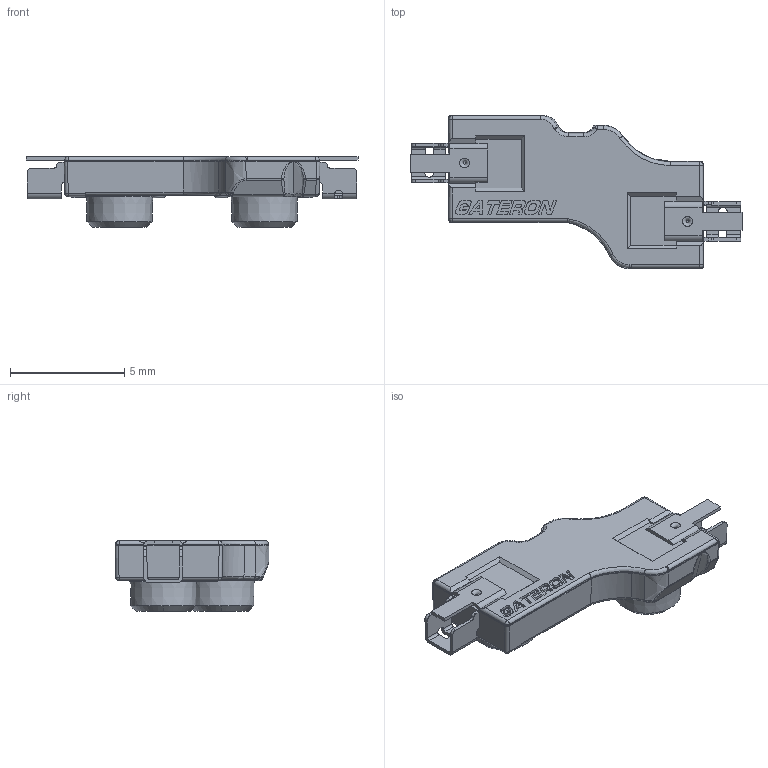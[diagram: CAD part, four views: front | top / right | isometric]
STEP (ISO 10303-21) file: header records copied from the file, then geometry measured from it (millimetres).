
FILE_DESCRIPTION(/* description */ (''),/* implementation_level */ '2;1');
FILE_NAME(/* name */ 'KS-3-LJZ-0407 _x_t.stp',/* time_stamp */ '2023-04-07T17:11:32+08:00',/* author */ (''),/* organization */ (''),/* preprocessor_version */ 'ST-DEVELOPER v14',/* originating_system */ 'SIEMENS PLM Software NX 8.0',/* authorisation */ '');
FILE_SCHEMA (('AP203_CONFIGURATION_CONTROLLED_3D_DESIGN_OF_MECHANICAL_PARTS_AND_ASSEMBLIES_MIM_LF { 1 0 10303 403 2 1 2}'));
Length unit declared in the file: millimetre
Products named in the file (1): RD-022BC2D6Fpzv7
Bounding box: 14.55 x 6.74 x 3.1 mm (x, y, z)
Volume: 106.2 mm3; surface area: 231.9 mm2
Topology: 1 solids, 5 shells, 521 faces, 1424 edges, 908 vertices
Faces by surface type: plane 257, cylinder 115, extrusion 56, bspline 52, torus 15, cone 13, sphere 13
Entity records: 18337 total; most frequent: CARTESIAN_POINT 5622, ORIENTED_EDGE 2812, DIRECTION 2313, EDGE_CURVE 1406, VERTEX_POINT 910, VECTOR 879, LINE 823, AXIS2_PLACEMENT_3D 717
